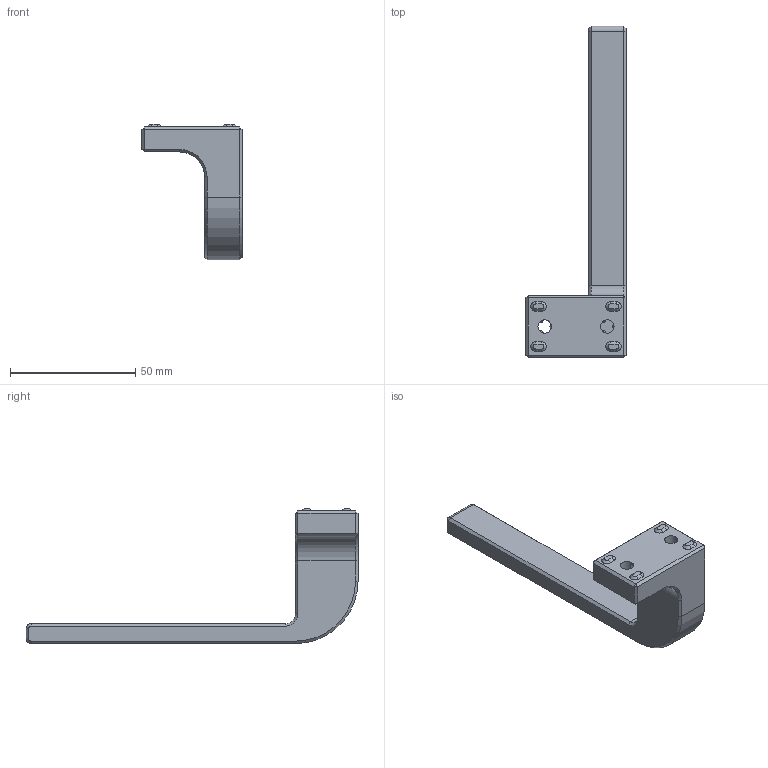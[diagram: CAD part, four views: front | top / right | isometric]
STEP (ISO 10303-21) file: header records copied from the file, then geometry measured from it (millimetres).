
FILE_DESCRIPTION(('FreeCAD Model'),'2;1');
FILE_NAME('Open CASCADE Shape Model','2025-04-22T23:53:10',(''),(''), 'Open CASCADE STEP processor 7.8','FreeCAD','Unknown');
FILE_SCHEMA(('AUTOMOTIVE_DESIGN { 1 0 10303 214 1 1 1 1 }'));
Length unit declared in the file: millimetre
Products named in the file (1): Cable Hook Export
Bounding box: 40 x 132.5 x 54 mm (x, y, z)
Volume: 36461.5 mm3; surface area: 11243.6 mm2
Topology: 1 solids, 1 shells, 85 faces, 196 edges, 118 vertices
Faces by surface type: plane 48, cone 18, cylinder 13, extrusion 6
Full cylindrical faces by diameter (mm): 5.4 x2
Entity records: 2886 total; most frequent: CARTESIAN_POINT 928, DIRECTION 406, ORIENTED_EDGE 392, EDGE_CURVE 196, AXIS2_PLACEMENT_3D 142, VECTOR 122, VERTEX_POINT 118, LINE 116
